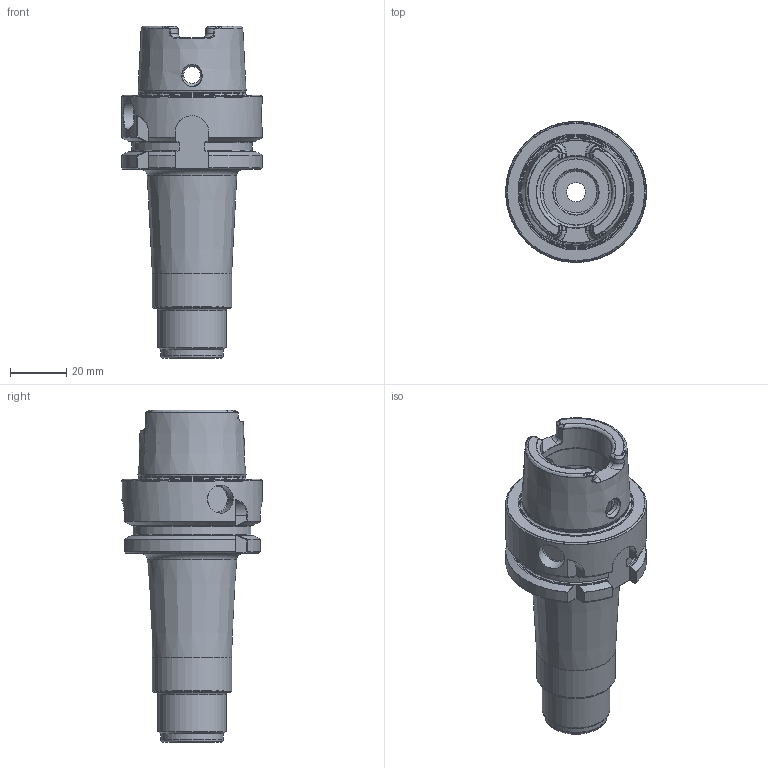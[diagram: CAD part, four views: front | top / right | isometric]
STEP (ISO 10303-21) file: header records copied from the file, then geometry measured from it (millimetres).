
FILE_DESCRIPTION(/* description */ (''),/* implementation_level */ '2;1');
FILE_NAME(/* name */ '555011650.stp',/* time_stamp */ '2021-06-01T08:15:31',/* author */ ('LRA'),/* organization */ ('REGO-FIX'),/* preprocessor_version */ ' Unknown',/* originating_system */ 'SIEMENS PLM Software Solid Edge ST10',/* authorization */ 'Unknown');
FILE_SCHEMA (('AUTOMOTIVE_DESIGN { 1 0 10303 214 2 1 1}'));
Length unit declared in the file: millimetre
Products named in the file (1): NOCUT
Bounding box: 50.3 x 50.3 x 118.5 mm (x, y, z)
Volume: 168400.3 mm3; surface area: 46419 mm2
Topology: 2 solids, 2 shells, 267 faces, 703 edges, 446 vertices
Faces by surface type: plane 92, cylinder 70, cone 59, torus 46
Full cylindrical faces by diameter (mm): 6 x4, 6.8 x2, 10 x4, 10.5 x2, 14.917 x2, 17 x2, 22 x1, 22.3 x1, 24 x2, 24.3 x1, 25.7 x2, 26 x2, 28 x1, 28.3 x1, 31.961 x1, 32 x2, 38.009 x1, 38.21 x1, 50 x1, 50.3 x1
Entity records: 9912 total; most frequent: CARTESIAN_POINT 2156, DIRECTION 1176, ORIENTED_EDGE 1156, EDGE_CURVE 578, AXIS2_PLACEMENT_3D 496, VERTEX_POINT 412, EDGE_LOOP 374, FACE_BOUND 374
